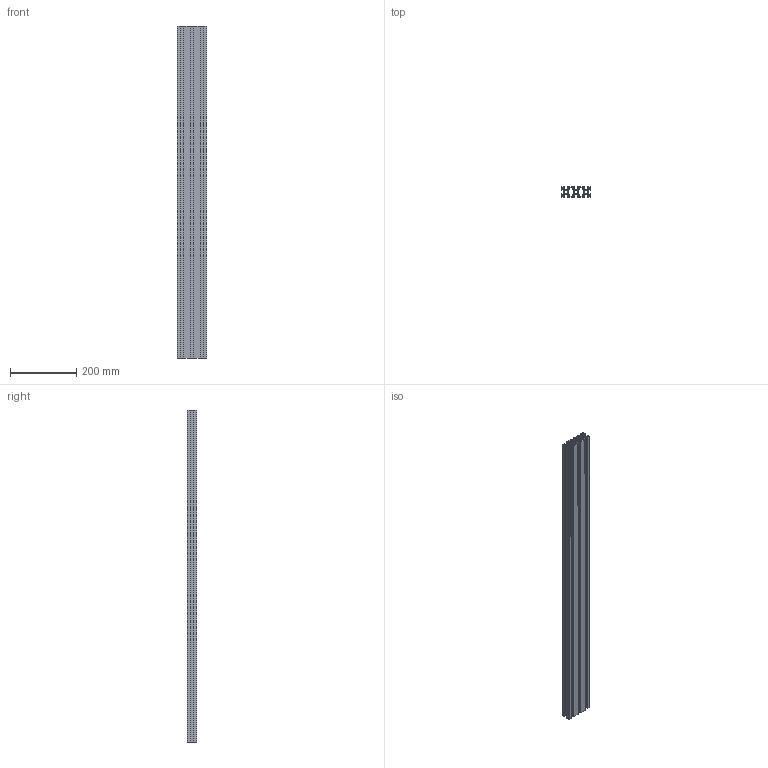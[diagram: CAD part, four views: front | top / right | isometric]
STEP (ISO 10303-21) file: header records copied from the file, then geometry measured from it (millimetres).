
FILE_DESCRIPTION (( 'STEP AP214' ), '1' );
FILE_NAME ('1.0309.8.sprs.STEP', '2025-06-16T16:24:21', ( '' ), ( '' ), 'SwSTEP 2.0', 'SolidWorks 2023', '' );
FILE_SCHEMA (( 'AUTOMOTIVE_DESIGN' ));
Length unit declared in the file: millimetre
Products named in the file (1): 1.0309.8.sprs
Bounding box: 90 x 30 x 1000 mm (x, y, z)
Volume: 795779.1 mm3; surface area: 789070.7 mm2
Topology: 1 solids, 1 shells, 259 faces, 771 edges, 514 vertices
Faces by surface type: plane 142, cylinder 117
Entity records: 8798 total; most frequent: CARTESIAN_POINT 1545, ORIENTED_EDGE 1542, DIRECTION 1525, EDGE_CURVE 771, VECTOR 537, LINE 537, VERTEX_POINT 514, AXIS2_PLACEMENT_3D 494
